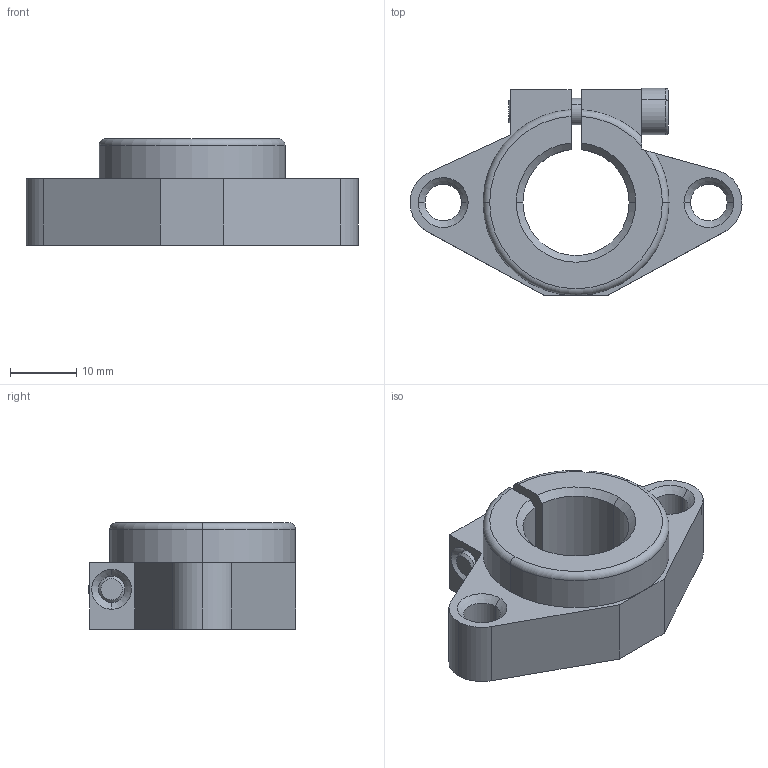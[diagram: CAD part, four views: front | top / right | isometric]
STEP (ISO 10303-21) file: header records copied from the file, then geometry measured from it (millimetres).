
FILE_DESCRIPTION (( 'STEP AP214' ), '1' );
FILE_NAME ('B425 Äåðæàòåëü ïîëèðîâàííûõ âàëîâ SHF16.STEP', '2024-03-05T08:22:42', ( '' ), ( '' ), 'SwSTEP 2.0', 'SolidWorks 2022', '' );
FILE_SCHEMA (( 'AUTOMOTIVE_DESIGN' ));
Length unit declared in the file: millimetre
Products named in the file (3): B425 Держатель полированных валов SHF16_00; socket head cap screw_din_DIN 912 M4 x 20 --- 20N; B425 Держатель полированных валов SHF16
Assembly tree (2 placements, depth 2):
  B425 Держатель полированных валов SHF16
    B425 Держатель полированных валов SHF16_00
    socket head cap screw_din_DIN 912 M4 x 20 --- 20N
Bounding box: 49.99 x 31.2 x 16 mm (x, y, z)
Volume: 9802.5 mm3; surface area: 5165.2 mm2
Topology: 2 solids, 2 shells, 81 faces, 199 edges, 122 vertices
Faces by surface type: plane 31, cylinder 22, cone 20, torus 8
Entity records: 2526 total; most frequent: CARTESIAN_POINT 449, DIRECTION 446, ORIENTED_EDGE 394, EDGE_CURVE 197, AXIS2_PLACEMENT_3D 171, VERTEX_POINT 122, LINE 104, VECTOR 104
